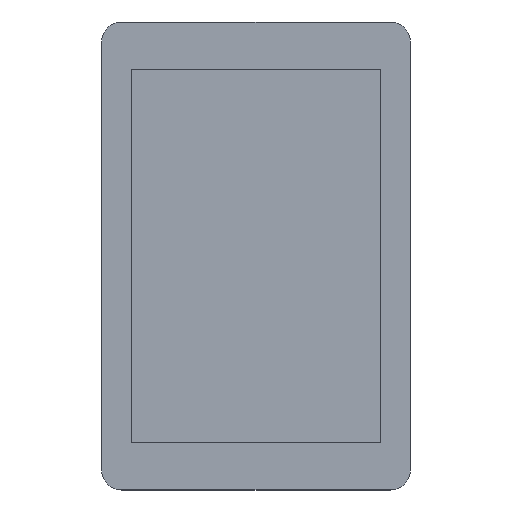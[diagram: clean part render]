
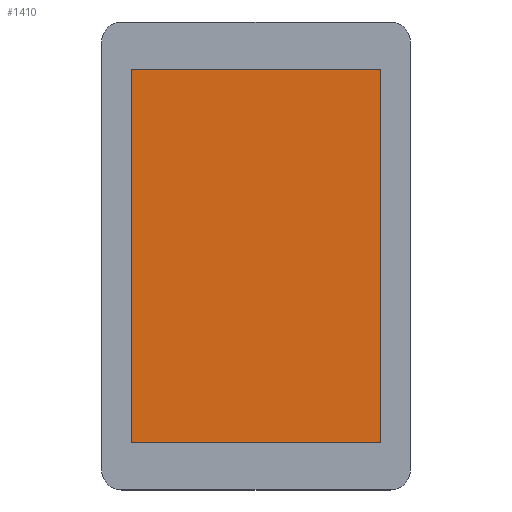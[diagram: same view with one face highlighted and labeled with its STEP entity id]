
A CAD part, top view. The second image highlights one B-rep face of the part: STEP entity #1410.
In plain terms, the highlighted planar face has unit normal (0, 0, 1).
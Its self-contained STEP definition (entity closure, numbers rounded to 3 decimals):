
#280=DIRECTION('',(1.,0.,0.));
#281=VECTOR('',#280,49.36);
#282=CARTESIAN_POINT('',(-24.68,36.92,0.75));
#283=LINE('',#282,#281);
#294=DIRECTION('',(0.,-1.,0.));
#295=VECTOR('',#294,73.84);
#296=CARTESIAN_POINT('',(24.68,36.92,0.75));
#297=LINE('',#296,#295);
#308=DIRECTION('',(-1.,0.,0.));
#309=VECTOR('',#308,49.36);
#310=CARTESIAN_POINT('',(24.68,-36.92,0.75));
#311=LINE('',#310,#309);
#322=DIRECTION('',(0.,1.,0.));
#323=VECTOR('',#322,73.84);
#324=CARTESIAN_POINT('',(-24.68,-36.92,0.75));
#325=LINE('',#324,#323);
#1057=CARTESIAN_POINT('',(-24.68,36.92,0.75));
#1058=CARTESIAN_POINT('',(24.68,36.92,0.75));
#1059=VERTEX_POINT('',#1057);
#1060=VERTEX_POINT('',#1058);
#1061=CARTESIAN_POINT('',(24.68,-36.92,0.75));
#1062=VERTEX_POINT('',#1061);
#1063=CARTESIAN_POINT('',(-24.68,-36.92,0.75));
#1064=VERTEX_POINT('',#1063);
#1396=CARTESIAN_POINT('',(0.,0.,0.75));
#1397=DIRECTION('',(0.,0.,1.));
#1398=DIRECTION('',(1.,0.,0.));
#1399=AXIS2_PLACEMENT_3D('',#1396,#1397,#1398);
#1400=PLANE('',#1399);
#1401=ORIENTED_EDGE('',*,*,#1386,.T.);
#1403=ORIENTED_EDGE('',*,*,#1402,.T.);
#1405=ORIENTED_EDGE('',*,*,#1404,.T.);
#1407=ORIENTED_EDGE('',*,*,#1406,.T.);
#1408=EDGE_LOOP('',(#1401,#1403,#1405,#1407));
#1409=FACE_OUTER_BOUND('',#1408,.F.);
#1410=ADVANCED_FACE('',(#1409),#1400,.T.);
#1386=EDGE_CURVE('',#1059,#1060,#283,.T.);
#1402=EDGE_CURVE('',#1060,#1062,#297,.T.);
#1404=EDGE_CURVE('',#1062,#1064,#311,.T.);
#1406=EDGE_CURVE('',#1064,#1059,#325,.T.);
